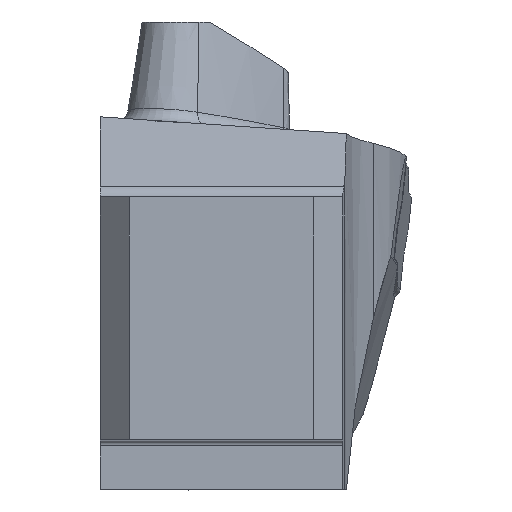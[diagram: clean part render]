
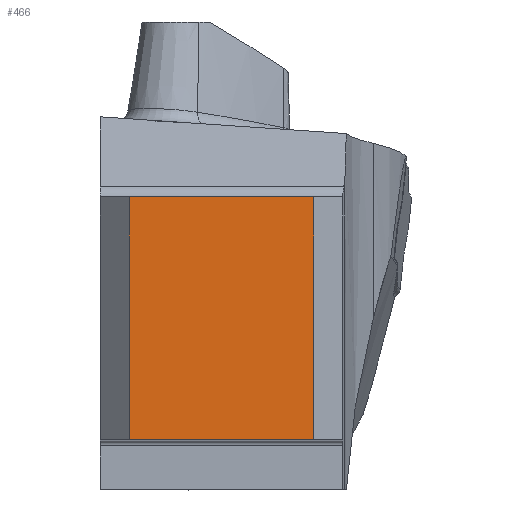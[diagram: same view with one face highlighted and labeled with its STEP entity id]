
A CAD part, top view. The second image highlights one B-rep face of the part: STEP entity #466.
In plain terms, the highlighted planar face has unit normal (0, 0, 1).
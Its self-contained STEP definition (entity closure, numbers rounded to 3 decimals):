
#466=ADVANCED_FACE('CU_BACK_SU1',(#734),#640,.F.);
#640=PLANE('',#3647);
#734=FACE_OUTER_BOUND('',#919,.T.);
#919=EDGE_LOOP('',(#1246,#1247,#1248,#1249));
#1246=ORIENTED_EDGE('',*,*,#2589,.F.);
#1247=ORIENTED_EDGE('',*,*,#2590,.T.);
#1248=ORIENTED_EDGE('',*,*,#2591,.T.);
#1249=ORIENTED_EDGE('',*,*,#2592,.T.);
#2232=VERTEX_POINT('',#4967);
#2233=VERTEX_POINT('',#4968);
#2234=VERTEX_POINT('',#4970);
#2235=VERTEX_POINT('',#4972);
#2589=EDGE_CURVE('',#2232,#2233,#3056,.T.);
#2590=EDGE_CURVE('',#2232,#2234,#3057,.T.);
#2591=EDGE_CURVE('',#2234,#2235,#3058,.T.);
#2592=EDGE_CURVE('',#2235,#2233,#3059,.T.);
#3056=LINE('',#4966,#3304);
#3057=LINE('',#4969,#3305);
#3058=LINE('',#4971,#3306);
#3059=LINE('',#4973,#3307);
#3304=VECTOR('',#4034,1.);
#3305=VECTOR('',#4035,1.);
#3306=VECTOR('',#4036,1.);
#3307=VECTOR('',#4037,1.);
#3647=AXIS2_PLACEMENT_3D('',#4974,#4038,#4039);
#4034=DIRECTION('',(0.,1.,0.));
#4035=DIRECTION('',(1.,0.,0.));
#4036=DIRECTION('',(0.,1.,0.));
#4037=DIRECTION('',(-1.,0.,0.));
#4038=DIRECTION('',(0.,0.,-1.));
#4039=DIRECTION('',(-0.095,-0.995,0.));
#4966=CARTESIAN_POINT('',(3.,0.,0.));
#4967=CARTESIAN_POINT('',(3.,0.,0.));
#4968=CARTESIAN_POINT('',(3.,24.925,0.));
#4969=CARTESIAN_POINT('',(48.171,0.,0.));
#4970=CARTESIAN_POINT('',(21.925,0.,0.));
#4971=CARTESIAN_POINT('',(21.925,0.,0.));
#4972=CARTESIAN_POINT('',(21.925,24.925,0.));
#4973=CARTESIAN_POINT('',(48.171,24.925,0.));
#4974=CARTESIAN_POINT('',(48.171,44.925,0.));
